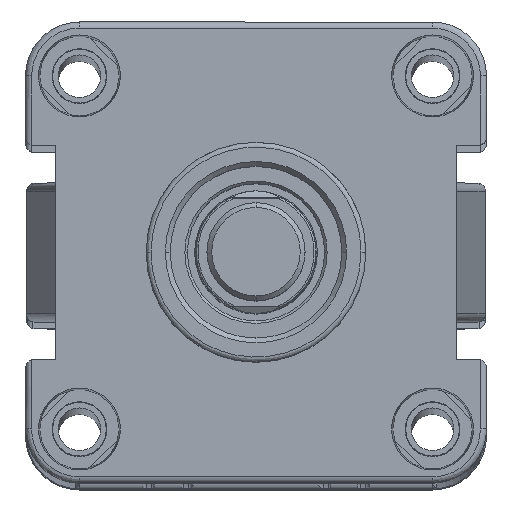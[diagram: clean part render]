
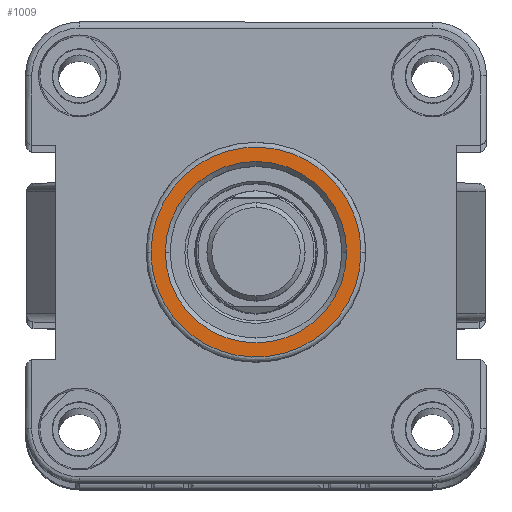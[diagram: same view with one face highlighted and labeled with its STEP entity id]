
A CAD part, top view. The second image highlights one B-rep face of the part: STEP entity #1009.
In plain terms, the highlighted face is planar.
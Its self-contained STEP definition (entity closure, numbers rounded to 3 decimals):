
#1009 = ADVANCED_FACE ( 'NONE', ( #10310, #9947 ), #18939, .F. ) ;
#4151 = CARTESIAN_POINT ( 'NONE',  ( 166., 42.8, -21.4 ) ) ;
#5009 = ORIENTED_EDGE ( 'NONE', *, *, #20970, .F. ) ;
#6446 = CARTESIAN_POINT ( 'NONE',  ( 166., 0., 21.4 ) ) ;
#8333 = CARTESIAN_POINT ( 'NONE',  ( 166., 0., 0. ) ) ;
#9409 = EDGE_LOOP ( 'NONE', ( #19340, #23812 ) ) ;
#9947 = FACE_BOUND ( 'NONE', #14474, .T. ) ;
#10139 = CARTESIAN_POINT ( 'NONE',  ( 166., 17.5, 0. ) ) ;
#10310 = FACE_OUTER_BOUND ( 'NONE', #9409, .T. ) ;
#10585 = CARTESIAN_POINT ( 'NONE',  ( 166., 0., 21.4 ) ) ;
#11896 = VERTEX_POINT ( 'NONE', #15291 ) ;
#12101 = DIRECTION ( 'NONE',  ( 0., 0., -1. ) ) ;
#13236 = VERTEX_POINT ( 'NONE', #24486 ) ;
#13999 = DIRECTION ( 'NONE',  ( 0., 0., -1. ) ) ;
#14140 =( BOUNDED_CURVE ( )  B_SPLINE_CURVE ( 3, ( #14959, #21281, #19409, #6446 ),
 .UNSPECIFIED., .F., .F. ) 
 B_SPLINE_CURVE_WITH_KNOTS ( ( 4, 4 ),
 ( 0., 1. ),
 .UNSPECIFIED. ) 
 CURVE ( )  GEOMETRIC_REPRESENTATION_ITEM ( )  RATIONAL_B_SPLINE_CURVE ( ( 1., 0.333, 0.333, 1. ) ) 
 REPRESENTATION_ITEM ( '' )  );
#14149 = CARTESIAN_POINT ( 'NONE',  ( 166., 0., -21.4 ) ) ;
#14469 = CARTESIAN_POINT ( 'NONE',  ( 166., 42.8, 21.4 ) ) ;
#14474 = EDGE_LOOP ( 'NONE', ( #5009, #26116 ) ) ;
#14612 = EDGE_CURVE ( 'NONE', #17383, #11896, #14140, .T. ) ;
#14959 = CARTESIAN_POINT ( 'NONE',  ( 166., 0., -21.4 ) ) ;
#15201 =( BOUNDED_CURVE ( )  B_SPLINE_CURVE ( 3, ( #10585, #14469, #4151, #21158 ),
 .UNSPECIFIED., .F., .F. ) 
 B_SPLINE_CURVE_WITH_KNOTS ( ( 4, 4 ),
 ( 0., 1. ),
 .UNSPECIFIED. ) 
 CURVE ( )  GEOMETRIC_REPRESENTATION_ITEM ( )  RATIONAL_B_SPLINE_CURVE ( ( 1., 0.333, 0.333, 1. ) ) 
 REPRESENTATION_ITEM ( '' )  );
#15291 = CARTESIAN_POINT ( 'NONE',  ( 166., 0., 21.4 ) ) ;
#17137 = VERTEX_POINT ( 'NONE', #17909 ) ;
#17383 = VERTEX_POINT ( 'NONE', #14149 ) ;
#17398 = AXIS2_PLACEMENT_3D ( 'NONE', #8333, #25362, #13999 ) ;
#17909 = CARTESIAN_POINT ( 'NONE',  ( 166., 0., 18.5 ) ) ;
#18776 = AXIS2_PLACEMENT_3D ( 'NONE', #10139, #25025, #20816 ) ;
#18939 = PLANE ( 'NONE',  #18776 ) ;
#19340 = ORIENTED_EDGE ( 'NONE', *, *, #22299, .F. ) ;
#19409 = CARTESIAN_POINT ( 'NONE',  ( 166., -42.8, 21.4 ) ) ;
#20816 = DIRECTION ( 'NONE',  ( 0., 0., 1. ) ) ;
#20970 = EDGE_CURVE ( 'NONE', #13236, #17137, #22486, .T. ) ;
#21158 = CARTESIAN_POINT ( 'NONE',  ( 166., 0., -21.4 ) ) ;
#21281 = CARTESIAN_POINT ( 'NONE',  ( 166., -42.8, -21.4 ) ) ;
#21572 = CIRCLE ( 'NONE', #17398, 18.5 ) ;
#22299 = EDGE_CURVE ( 'NONE', #11896, #17383, #15201, .T. ) ;
#22486 = CIRCLE ( 'NONE', #25846, 18.5 ) ;
#22608 = CARTESIAN_POINT ( 'NONE',  ( 166., 0., 0. ) ) ;
#23812 = ORIENTED_EDGE ( 'NONE', *, *, #14612, .F. ) ;
#24486 = CARTESIAN_POINT ( 'NONE',  ( 166., 0., -18.5 ) ) ;
#25025 = DIRECTION ( 'NONE',  ( -1., 0., 0. ) ) ;
#25362 = DIRECTION ( 'NONE',  ( 1., 0., 0. ) ) ;
#25846 = AXIS2_PLACEMENT_3D ( 'NONE', #22608, #27285, #12101 ) ;
#26116 = ORIENTED_EDGE ( 'NONE', *, *, #27130, .F. ) ;
#27130 = EDGE_CURVE ( 'NONE', #17137, #13236, #21572, .T. ) ;
#27285 = DIRECTION ( 'NONE',  ( 1., 0., 0. ) ) ;
